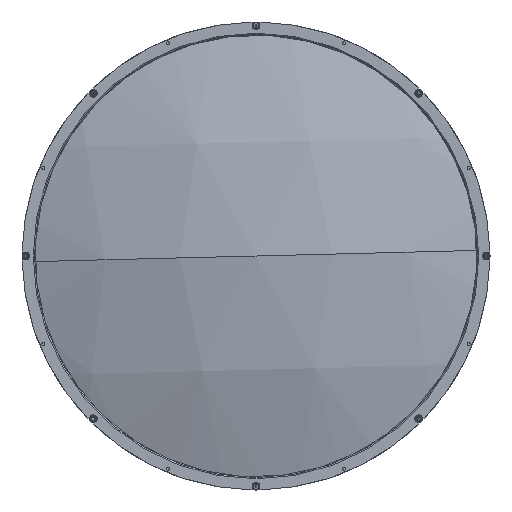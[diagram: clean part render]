
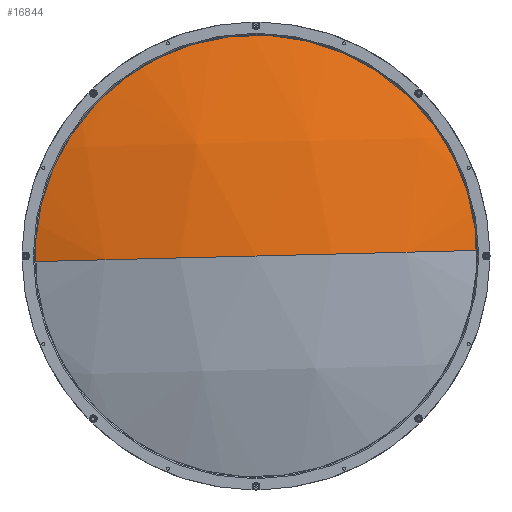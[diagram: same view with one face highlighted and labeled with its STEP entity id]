
A CAD part, left-side view. The second image highlights one B-rep face of the part: STEP entity #16844.
In plain terms, the highlighted spherical face has radius 527.92 mm.
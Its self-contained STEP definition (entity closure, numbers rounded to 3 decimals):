
#20 = AXIS2_PLACEMENT_3D ( 'NONE', #8257, #157, #9615 ) ;
#157 = DIRECTION ( 'NONE',  ( -1., 0., 0. ) ) ;
#326 = CIRCLE ( 'NONE', #10605, 527.92 ) ;
#1650 = ORIENTED_EDGE ( 'NONE', *, *, #8566, .F. ) ;
#4002 = VERTEX_POINT ( 'NONE', #7963 ) ;
#4058 = CARTESIAN_POINT ( 'NONE',  ( 28.634, 179.943, -4.542 ) ) ;
#4682 = CIRCLE ( 'NONE', #20, 180. ) ;
#4807 = EDGE_CURVE ( 'NONE', #13570, #4002, #15836, .T. ) ;
#5115 = DIRECTION ( 'NONE',  ( 0., -1., 0.025 ) ) ;
#6181 = VERTEX_POINT ( 'NONE', #12638 ) ;
#6918 = CARTESIAN_POINT ( 'NONE',  ( 524.92, 0., 0. ) ) ;
#7547 = CARTESIAN_POINT ( 'NONE',  ( 524.92, 0., 0. ) ) ;
#7963 = CARTESIAN_POINT ( 'NONE',  ( -3., 0., 0. ) ) ;
#8257 = CARTESIAN_POINT ( 'NONE',  ( 28.634, 0., 0. ) ) ;
#8285 = DIRECTION ( 'NONE',  ( 0., 1., -0.025 ) ) ;
#8566 = EDGE_CURVE ( 'NONE', #6181, #4002, #326, .T. ) ;
#9312 = AXIS2_PLACEMENT_3D ( 'NONE', #17443, #9321, #13388 ) ;
#9321 = DIRECTION ( 'NONE',  ( 0., 0.025, 1. ) ) ;
#9615 = DIRECTION ( 'NONE',  ( 0., 0.025, 1. ) ) ;
#10605 = AXIS2_PLACEMENT_3D ( 'NONE', #6918, #16383, #8285 ) ;
#10892 = AXIS2_PLACEMENT_3D ( 'NONE', #7547, #17110, #5115 ) ;
#11370 = SPHERICAL_SURFACE ( 'NONE', #9312, 527.92 ) ;
#12214 = FACE_OUTER_BOUND ( 'NONE', #15956, .T. ) ;
#12638 = CARTESIAN_POINT ( 'NONE',  ( 28.634, -179.943, 4.542 ) ) ;
#13388 = DIRECTION ( 'NONE',  ( 0., -1., 0.025 ) ) ;
#13570 = VERTEX_POINT ( 'NONE', #4058 ) ;
#13754 = ORIENTED_EDGE ( 'NONE', *, *, #14931, .T. ) ;
#14383 = ORIENTED_EDGE ( 'NONE', *, *, #4807, .T. ) ;
#14931 = EDGE_CURVE ( 'NONE', #6181, #13570, #4682, .T. ) ;
#15836 = CIRCLE ( 'NONE', #10892, 527.92 ) ;
#15956 = EDGE_LOOP ( 'NONE', ( #13754, #14383, #1650 ) ) ;
#16383 = DIRECTION ( 'NONE',  ( 0., -0.025, -1. ) ) ;
#16844 = ADVANCED_FACE ( 'NONE', ( #12214 ), #11370, .T. ) ;
#17110 = DIRECTION ( 'NONE',  ( 0., 0.025, 1. ) ) ;
#17443 = CARTESIAN_POINT ( 'NONE',  ( 524.92, 0., 0. ) ) ;
